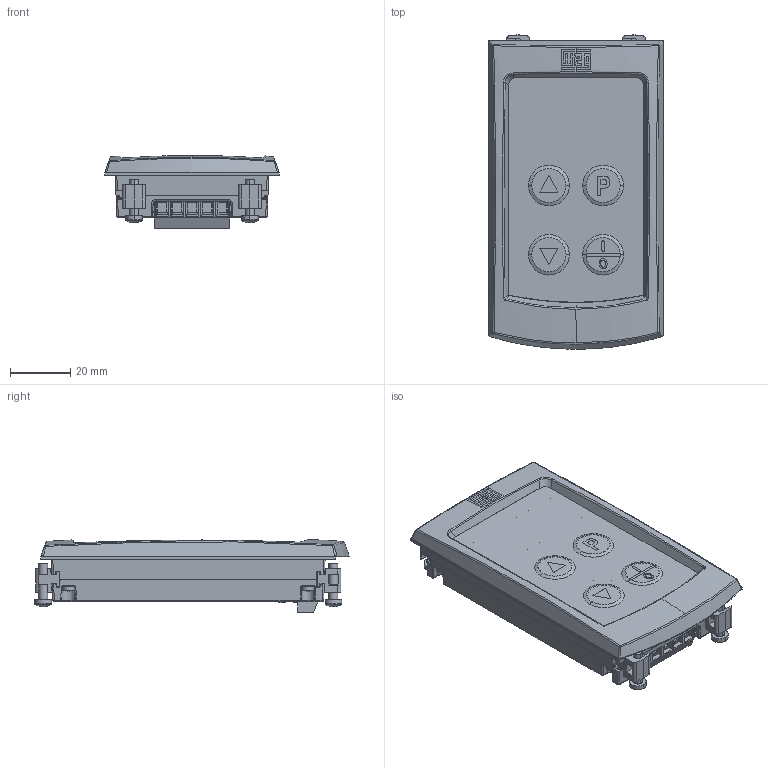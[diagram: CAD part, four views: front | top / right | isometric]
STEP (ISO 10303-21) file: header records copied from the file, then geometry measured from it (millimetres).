
FILE_DESCRIPTION (( 'STEP AP214' ), '1' );
FILE_NAME ('CFW100-KHMIR b1 cr1.STEP', '2019-10-08T11:39:42', ( '' ), ( '' ), 'SwSTEP 2.0', 'SolidWorks 2017', '' );
FILE_SCHEMA (( 'AUTOMOTIVE_DESIGN' ));
Length unit declared in the file: inch
Products named in the file (1): CFW100-KHMIR b1 cr1
Bounding box: 58 x 104.52 x 24.25 mm (x, y, z)
Volume: 41143.8 mm3; surface area: 53022.6 mm2
Topology: 6 solids, 7 shells, 4180 faces, 10407 edges, 6231 vertices
Faces by surface type: plane 1422, bspline 1412, cylinder 1094, cone 252
Entity records: 161057 total; most frequent: CARTESIAN_POINT 68881, ORIENTED_EDGE 20620, DIRECTION 15483, EDGE_CURVE 10310, VERTEX_POINT 6231, AXIS2_PLACEMENT_3D 5456, VECTOR 4571, LINE 4571
